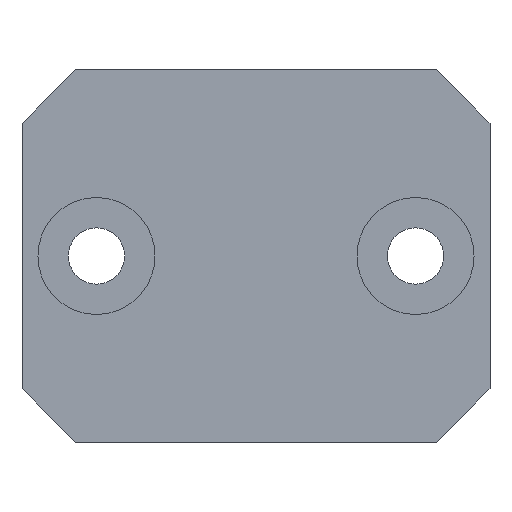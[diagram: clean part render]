
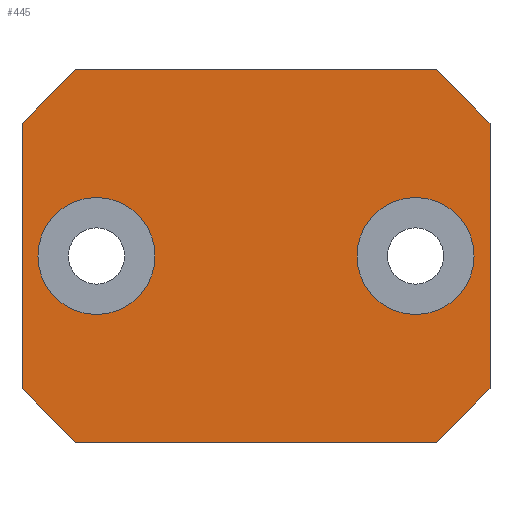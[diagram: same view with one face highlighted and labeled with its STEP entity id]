
A CAD part, left-side view. The second image highlights one B-rep face of the part: STEP entity #445.
In plain terms, the highlighted planar face has unit normal (-1, 0, 0).
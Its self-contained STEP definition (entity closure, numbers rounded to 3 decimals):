
#11 = DIRECTION ( 'NONE',  ( 0., -0.707, -0.707 ) ) ;
#25 = CARTESIAN_POINT ( 'NONE',  ( -14., -17., 17.5 ) ) ;
#33 = AXIS2_PLACEMENT_3D ( 'NONE', #552, #383, #620 ) ;
#34 = CIRCLE ( 'NONE', #195, 5.5 ) ;
#54 = DIRECTION ( 'NONE',  ( 1., 0., 0. ) ) ;
#58 = DIRECTION ( 'NONE',  ( 0., 0., -1. ) ) ;
#60 = VECTOR ( 'NONE', #11, 1000. ) ;
#63 = DIRECTION ( 'NONE',  ( -1., 0., 0. ) ) ;
#65 = EDGE_CURVE ( 'NONE', #665, #99, #466, .T. ) ;
#83 = VERTEX_POINT ( 'NONE', #661 ) ;
#84 = LINE ( 'NONE', #25, #792 ) ;
#99 = VERTEX_POINT ( 'NONE', #673 ) ;
#107 = DIRECTION ( 'NONE',  ( -1., 0., 0. ) ) ;
#109 = CARTESIAN_POINT ( 'NONE',  ( -14., -22., -12.5 ) ) ;
#113 = ORIENTED_EDGE ( 'NONE', *, *, #521, .T. ) ;
#114 = FACE_BOUND ( 'NONE', #297, .T. ) ;
#118 = VECTOR ( 'NONE', #58, 1000. ) ;
#127 = CARTESIAN_POINT ( 'NONE',  ( -14., -15., -5.5 ) ) ;
#132 = CARTESIAN_POINT ( 'NONE',  ( -14., -22., 17.5 ) ) ;
#136 = CARTESIAN_POINT ( 'NONE',  ( -14., 22., -12.5 ) ) ;
#141 = ORIENTED_EDGE ( 'NONE', *, *, #705, .T. ) ;
#156 = CARTESIAN_POINT ( 'NONE',  ( -14., -17., -17.5 ) ) ;
#159 = DIRECTION ( 'NONE',  ( 0., 0., 1. ) ) ;
#172 = VERTEX_POINT ( 'NONE', #212 ) ;
#185 = CARTESIAN_POINT ( 'NONE',  ( -14., -22., 17.5 ) ) ;
#188 = CARTESIAN_POINT ( 'NONE',  ( -14., 15., 0. ) ) ;
#193 = EDGE_CURVE ( 'NONE', #630, #665, #451, .T. ) ;
#195 = AXIS2_PLACEMENT_3D ( 'NONE', #224, #107, #159 ) ;
#198 = DIRECTION ( 'NONE',  ( 0., -1., 0. ) ) ;
#199 = ORIENTED_EDGE ( 'NONE', *, *, #465, .F. ) ;
#212 = CARTESIAN_POINT ( 'NONE',  ( -14., 15., -5.5 ) ) ;
#218 = CARTESIAN_POINT ( 'NONE',  ( -14., 17., -17.5 ) ) ;
#224 = CARTESIAN_POINT ( 'NONE',  ( -14., 15., 0. ) ) ;
#227 = VERTEX_POINT ( 'NONE', #248 ) ;
#233 = DIRECTION ( 'NONE',  ( 0., -0.707, 0.707 ) ) ;
#244 = EDGE_CURVE ( 'NONE', #433, #487, #654, .T. ) ;
#248 = CARTESIAN_POINT ( 'NONE',  ( -14., -17., 17.5 ) ) ;
#265 = ORIENTED_EDGE ( 'NONE', *, *, #244, .F. ) ;
#270 = EDGE_LOOP ( 'NONE', ( #706, #685, #414, #113, #382, #141, #344, #768 ) ) ;
#277 = AXIS2_PLACEMENT_3D ( 'NONE', #132, #54, #672 ) ;
#283 = LINE ( 'NONE', #573, #583 ) ;
#297 = EDGE_LOOP ( 'NONE', ( #199, #649 ) ) ;
#322 = DIRECTION ( 'NONE',  ( 0., 0.707, 0.707 ) ) ;
#323 = EDGE_CURVE ( 'NONE', #791, #227, #283, .T. ) ;
#344 = ORIENTED_EDGE ( 'NONE', *, *, #764, .T. ) ;
#345 = LINE ( 'NONE', #523, #667 ) ;
#354 = FACE_BOUND ( 'NONE', #614, .T. ) ;
#360 = CARTESIAN_POINT ( 'NONE',  ( -14., 17., 17.5 ) ) ;
#382 = ORIENTED_EDGE ( 'NONE', *, *, #323, .F. ) ;
#383 = DIRECTION ( 'NONE',  ( -1., 0., 0. ) ) ;
#384 = CIRCLE ( 'NONE', #33, 5.5 ) ;
#389 = AXIS2_PLACEMENT_3D ( 'NONE', #188, #63, #435 ) ;
#394 = LINE ( 'NONE', #136, #60 ) ;
#396 = VERTEX_POINT ( 'NONE', #476 ) ;
#398 = VECTOR ( 'NONE', #419, 1000. ) ;
#414 = ORIENTED_EDGE ( 'NONE', *, *, #441, .F. ) ;
#419 = DIRECTION ( 'NONE',  ( 0., 0., -1. ) ) ;
#428 = CARTESIAN_POINT ( 'NONE',  ( -14., -15., 0. ) ) ;
#430 = DIRECTION ( 'NONE',  ( 0., 0.707, -0.707 ) ) ;
#433 = VERTEX_POINT ( 'NONE', #604 ) ;
#435 = DIRECTION ( 'NONE',  ( 0., 0., 1. ) ) ;
#441 = EDGE_CURVE ( 'NONE', #694, #99, #727, .T. ) ;
#445 = ADVANCED_FACE ( 'NONE', ( #114, #354, #534 ), #542, .F. ) ;
#449 = VERTEX_POINT ( 'NONE', #721 ) ;
#451 = LINE ( 'NONE', #743, #555 ) ;
#465 = EDGE_CURVE ( 'NONE', #396, #172, #728, .T. ) ;
#466 = LINE ( 'NONE', #109, #702 ) ;
#468 = DIRECTION ( 'NONE',  ( 0., -1., 0. ) ) ;
#476 = CARTESIAN_POINT ( 'NONE',  ( -14., 15., 5.5 ) ) ;
#487 = VERTEX_POINT ( 'NONE', #127 ) ;
#507 = EDGE_CURVE ( 'NONE', #487, #433, #384, .T. ) ;
#510 = DIRECTION ( 'NONE',  ( -1., 0., 0. ) ) ;
#519 = CARTESIAN_POINT ( 'NONE',  ( -14., -22., 12.5 ) ) ;
#521 = EDGE_CURVE ( 'NONE', #694, #227, #84, .T. ) ;
#523 = CARTESIAN_POINT ( 'NONE',  ( -14., 17., 17.5 ) ) ;
#534 = FACE_OUTER_BOUND ( 'NONE', #270, .T. ) ;
#536 = EDGE_CURVE ( 'NONE', #83, #630, #394, .T. ) ;
#542 = PLANE ( 'NONE',  #277 ) ;
#546 = DIRECTION ( 'NONE',  ( 0., 0., 1. ) ) ;
#552 = CARTESIAN_POINT ( 'NONE',  ( -14., -15., 0. ) ) ;
#555 = VECTOR ( 'NONE', #198, 1000. ) ;
#573 = CARTESIAN_POINT ( 'NONE',  ( -14., -22., 17.5 ) ) ;
#583 = VECTOR ( 'NONE', #468, 1000. ) ;
#604 = CARTESIAN_POINT ( 'NONE',  ( -14., -15., 5.5 ) ) ;
#607 = LINE ( 'NONE', #731, #398 ) ;
#614 = EDGE_LOOP ( 'NONE', ( #265, #756 ) ) ;
#620 = DIRECTION ( 'NONE',  ( 0., 0., 1. ) ) ;
#630 = VERTEX_POINT ( 'NONE', #218 ) ;
#649 = ORIENTED_EDGE ( 'NONE', *, *, #659, .F. ) ;
#654 = CIRCLE ( 'NONE', #755, 5.5 ) ;
#659 = EDGE_CURVE ( 'NONE', #172, #396, #34, .T. ) ;
#661 = CARTESIAN_POINT ( 'NONE',  ( -14., 22., -12.5 ) ) ;
#665 = VERTEX_POINT ( 'NONE', #156 ) ;
#667 = VECTOR ( 'NONE', #430, 1000. ) ;
#672 = DIRECTION ( 'NONE',  ( 0., 0., -1. ) ) ;
#673 = CARTESIAN_POINT ( 'NONE',  ( -14., -22., -12.5 ) ) ;
#685 = ORIENTED_EDGE ( 'NONE', *, *, #65, .T. ) ;
#694 = VERTEX_POINT ( 'NONE', #519 ) ;
#702 = VECTOR ( 'NONE', #233, 1000. ) ;
#705 = EDGE_CURVE ( 'NONE', #791, #449, #345, .T. ) ;
#706 = ORIENTED_EDGE ( 'NONE', *, *, #193, .T. ) ;
#721 = CARTESIAN_POINT ( 'NONE',  ( -14., 22., 12.5 ) ) ;
#727 = LINE ( 'NONE', #185, #118 ) ;
#728 = CIRCLE ( 'NONE', #389, 5.5 ) ;
#731 = CARTESIAN_POINT ( 'NONE',  ( -14., 22., 17.5 ) ) ;
#743 = CARTESIAN_POINT ( 'NONE',  ( -14., -22., -17.5 ) ) ;
#755 = AXIS2_PLACEMENT_3D ( 'NONE', #428, #510, #546 ) ;
#756 = ORIENTED_EDGE ( 'NONE', *, *, #507, .F. ) ;
#764 = EDGE_CURVE ( 'NONE', #449, #83, #607, .T. ) ;
#768 = ORIENTED_EDGE ( 'NONE', *, *, #536, .T. ) ;
#791 = VERTEX_POINT ( 'NONE', #360 ) ;
#792 = VECTOR ( 'NONE', #322, 1000. ) ;
